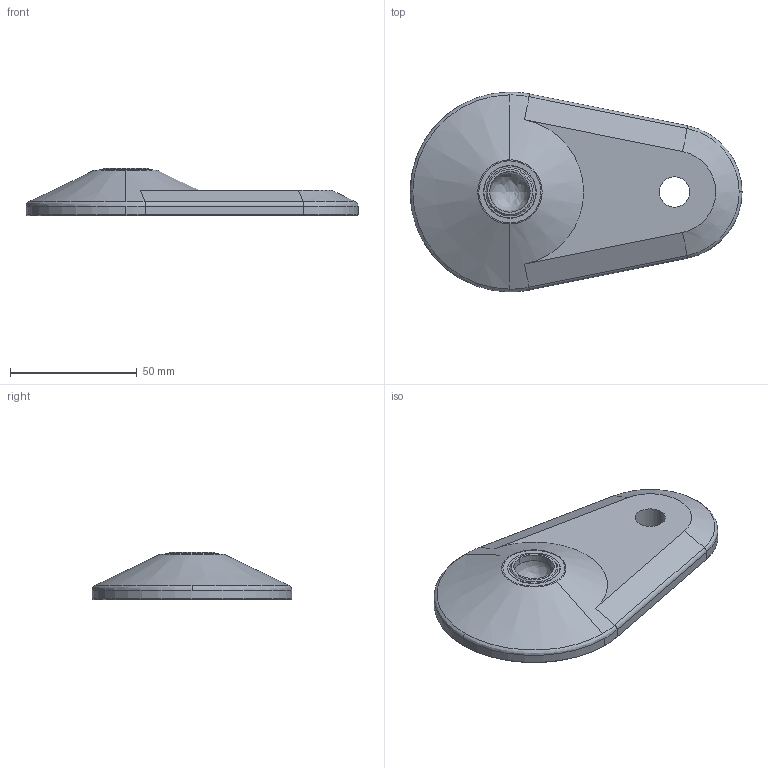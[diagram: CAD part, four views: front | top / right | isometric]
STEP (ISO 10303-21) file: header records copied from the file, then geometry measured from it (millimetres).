
FILE_DESCRIPTION (( 'STEP AP203' ), '1' );
FILE_NAME ('3_842_538_680_Bosch.step', '2024-06-10T08:13:54', ( '' ), ( '' ), 'SwSTEP 2.0', 'SolidWorks 2014', '' );
FILE_SCHEMA (( 'CONFIG_CONTROL_DESIGN' ));
Length unit declared in the file: millimetre
Products named in the file (1): 3_842_538_680_Bosch
Bounding box: 131.2 x 79 x 18.7 mm (x, y, z)
Volume: 54108.9 mm3; surface area: 24206 mm2
Topology: 1 solids, 1 shells, 163 faces, 445 edges, 291 vertices
Faces by surface type: plane 81, cylinder 51, cone 18, bspline 13
Entity records: 5445 total; most frequent: CARTESIAN_POINT 1204, ORIENTED_EDGE 886, DIRECTION 874, EDGE_CURVE 443, AXIS2_PLACEMENT_3D 309, VERTEX_POINT 291, VECTOR 256, LINE 256
